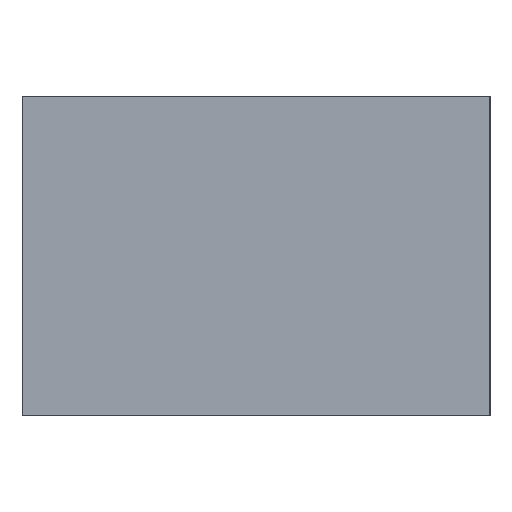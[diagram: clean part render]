
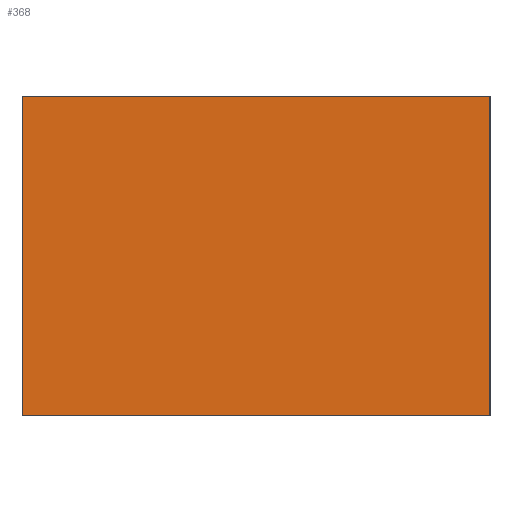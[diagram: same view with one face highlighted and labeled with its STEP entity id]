
A CAD part, left-side view. The second image highlights one B-rep face of the part: STEP entity #368.
In plain terms, the highlighted planar face has unit normal (-1, 0, 0).
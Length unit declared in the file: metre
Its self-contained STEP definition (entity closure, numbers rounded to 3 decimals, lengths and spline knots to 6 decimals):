
#59=FACE_OUTER_BOUND('',#83,.T.);
#83=EDGE_LOOP('',(#244,#245,#246,#247));
#111=LINE('',#573,#135);
#114=LINE('',#583,#138);
#115=LINE('',#585,#139);
#116=LINE('',#586,#140);
#135=VECTOR('',#454,0.022);
#138=VECTOR('',#463,0.015);
#139=VECTOR('',#464,0.022);
#140=VECTOR('',#465,0.015);
#159=VERTEX_POINT('',#570);
#160=VERTEX_POINT('',#572);
#164=VERTEX_POINT('',#582);
#165=VERTEX_POINT('',#584);
#191=EDGE_CURVE('',#160,#159,#111,.T.);
#196=EDGE_CURVE('',#159,#164,#114,.T.);
#197=EDGE_CURVE('',#165,#164,#115,.T.);
#198=EDGE_CURVE('',#160,#165,#116,.T.);
#244=ORIENTED_EDGE('',*,*,#196,.T.);
#245=ORIENTED_EDGE('',*,*,#197,.F.);
#246=ORIENTED_EDGE('',*,*,#198,.F.);
#247=ORIENTED_EDGE('',*,*,#191,.T.);
#335=PLANE('',#406);
#368=ADVANCED_FACE('',(#59),#335,.F.);
#406=AXIS2_PLACEMENT_3D('',#581,#461,#462);
#454=DIRECTION('',(0.,-1.,0.));
#461=DIRECTION('center_axis',(1.,0.,0.));
#462=DIRECTION('ref_axis',(0.,0.,-1.));
#463=DIRECTION('',(0.,0.,1.));
#464=DIRECTION('',(0.,-1.,0.));
#465=DIRECTION('',(0.,0.,1.));
#570=CARTESIAN_POINT('',(-0.015,-0.011,-0.015));
#572=CARTESIAN_POINT('',(-0.015,0.011,-0.015));
#573=CARTESIAN_POINT('',(-0.015,0.011,-0.015));
#581=CARTESIAN_POINT('Origin',(-0.015,0.011,-0.015));
#582=CARTESIAN_POINT('',(-0.015,-0.011,0.));
#583=CARTESIAN_POINT('',(-0.015,-0.011,-0.015));
#584=CARTESIAN_POINT('',(-0.015,0.011,0.));
#585=CARTESIAN_POINT('',(-0.015,0.011,0.));
#586=CARTESIAN_POINT('',(-0.015,0.011,-0.015));
